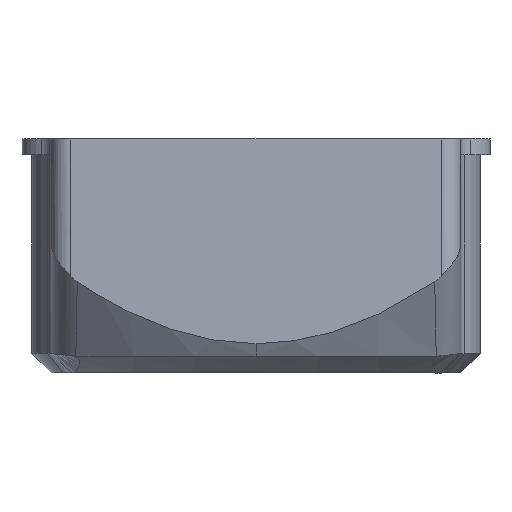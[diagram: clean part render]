
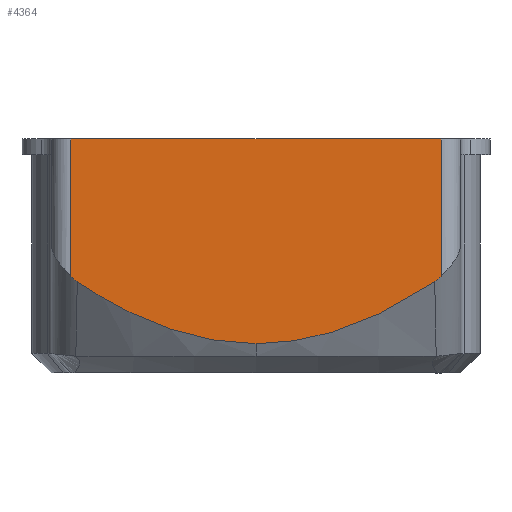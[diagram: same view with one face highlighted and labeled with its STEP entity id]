
A CAD part, front view. The second image highlights one B-rep face of the part: STEP entity #4364.
In plain terms, the highlighted planar face has unit normal (0, -1, 0).
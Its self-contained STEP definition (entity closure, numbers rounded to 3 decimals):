
#344=CARTESIAN_POINT('',(-9.5,-39.49,10.503));
#345=VERTEX_POINT('',#344);
#364=CARTESIAN_POINT('',(-9.501,-39.49,3.47));
#365=VERTEX_POINT('',#364);
#382=CARTESIAN_POINT('',(-9.5,-39.49,10.503));
#383=DIRECTION('',(0.,-0.,-1.));
#384=VECTOR('',#383,7.034);
#385=LINE('',#382,#384);
#386=EDGE_CURVE('',#345,#365,#385,.T.);
#396=CARTESIAN_POINT('',(9.501,-39.49,3.47));
#397=VERTEX_POINT('',#396);
#425=CARTESIAN_POINT('',(9.5,-39.49,10.503));
#426=VERTEX_POINT('',#425);
#434=CARTESIAN_POINT('',(9.501,-39.49,3.469));
#435=DIRECTION('',(0.,0.,1.));
#436=VECTOR('',#435,7.034);
#437=LINE('',#434,#436);
#438=EDGE_CURVE('',#397,#426,#437,.T.);
#4245=CARTESIAN_POINT('',(10.5,-39.49,-1.497));
#4246=DIRECTION('',(0.,1.,-0.));
#4247=DIRECTION('',(0.,0.,1.));
#4248=AXIS2_PLACEMENT_3D('',#4245,#4246,#4247);
#4249=PLANE('',#4248);
#4250=CARTESIAN_POINT('',(9.5,-39.49,10.503));
#4251=DIRECTION('',(-1.,-0.,0.));
#4252=VECTOR('',#4251,19.);
#4253=LINE('',#4250,#4252);
#4254=EDGE_CURVE('',#426,#345,#4253,.T.);
#4255=ORIENTED_EDGE('',*,*,#4254,.T.);
#4256=ORIENTED_EDGE('',*,*,#386,.T.);
#4257=CARTESIAN_POINT('',(-9.166,-39.49,3.18));
#4258=VERTEX_POINT('',#4257);
#4259=CARTESIAN_POINT('',(-9.501,-39.49,3.469));
#4260=CARTESIAN_POINT('',(-9.341,-39.49,3.295));
#4261=CARTESIAN_POINT('',(-9.167,-39.49,3.18));
#4262=(BOUNDED_CURVE()
B_SPLINE_CURVE(2,(#4259,#4260,#4261),.UNSPECIFIED.,.F.,.F.)
B_SPLINE_CURVE_WITH_KNOTS((3,3),(19.473,30.038),.UNSPECIFIED.)
CURVE()
GEOMETRIC_REPRESENTATION_ITEM()
RATIONAL_B_SPLINE_CURVE((1.,0.996,1.))
REPRESENTATION_ITEM(''));
#4263=EDGE_CURVE('',#365,#4258,#4262,.T.);
#4264=ORIENTED_EDGE('',*,*,#4263,.T.);
#4265=CARTESIAN_POINT('',(0.,-39.49,0.005));
#4266=VERTEX_POINT('',#4265);
#4267=CARTESIAN_POINT('',(9.165,-39.49,3.179));
#4268=CARTESIAN_POINT('',(8.48,-39.49,2.723));
#4269=CARTESIAN_POINT('',(7.779,-39.49,2.299));
#4270=CARTESIAN_POINT('',(7.057,-39.49,1.918));
#4271=CARTESIAN_POINT('',(6.336,-39.49,1.536));
#4272=CARTESIAN_POINT('',(5.594,-39.49,1.196));
#4273=CARTESIAN_POINT('',(4.826,-39.49,0.911));
#4274=CARTESIAN_POINT('',(4.442,-39.49,0.768));
#4275=CARTESIAN_POINT('',(4.05,-39.49,0.639));
#4276=CARTESIAN_POINT('',(3.653,-39.49,0.527));
#4277=CARTESIAN_POINT('',(3.255,-39.49,0.414));
#4278=CARTESIAN_POINT('',(2.856,-39.49,0.318));
#4279=CARTESIAN_POINT('',(2.454,-39.49,0.241));
#4280=CARTESIAN_POINT('',(1.651,-39.49,0.087));
#4281=CARTESIAN_POINT('',(0.838,-39.49,0.006));
#4282=CARTESIAN_POINT('',(0.016,-39.49,0.005));
#4283=CARTESIAN_POINT('',(-0.395,-39.49,0.004));
#4284=CARTESIAN_POINT('',(-0.81,-39.49,0.024));
#4285=CARTESIAN_POINT('',(-1.22,-39.49,0.063));
#4286=CARTESIAN_POINT('',(-1.63,-39.49,0.103));
#4287=CARTESIAN_POINT('',(-2.035,-39.49,0.161));
#4288=CARTESIAN_POINT('',(-2.437,-39.49,0.238));
#4289=CARTESIAN_POINT('',(-3.24,-39.49,0.391));
#4290=CARTESIAN_POINT('',(-4.027,-39.49,0.616));
#4291=CARTESIAN_POINT('',(-4.801,-39.49,0.902));
#4292=CARTESIAN_POINT('',(-5.188,-39.49,1.045));
#4293=CARTESIAN_POINT('',(-5.57,-39.49,1.202));
#4294=CARTESIAN_POINT('',(-5.945,-39.49,1.372));
#4295=CARTESIAN_POINT('',(-6.32,-39.49,1.541));
#4296=CARTESIAN_POINT('',(-6.688,-39.49,1.722));
#4297=CARTESIAN_POINT('',(-7.051,-39.49,1.914));
#4298=CARTESIAN_POINT('',(-7.414,-39.49,2.106));
#4299=CARTESIAN_POINT('',(-7.771,-39.49,2.308));
#4300=CARTESIAN_POINT('',(-8.123,-39.49,2.519));
#4301=CARTESIAN_POINT('',(-8.299,-39.49,2.625));
#4302=CARTESIAN_POINT('',(-8.474,-39.49,2.733));
#4303=CARTESIAN_POINT('',(-8.648,-39.49,2.843));
#4304=CARTESIAN_POINT('',(-8.822,-39.49,2.953));
#4305=CARTESIAN_POINT('',(-8.994,-39.49,3.065));
#4306=CARTESIAN_POINT('',(-9.166,-39.49,3.18));
#4307=B_SPLINE_CURVE_WITH_KNOTS('',3,(#4267,#4268,#4269,#4270,#4271,#4272,#4273,#4274,#4275,#4276,#4277,#4278,#4279,#4280,#4281,#4282,#4283,#4284,#4285,#4286,#4287,#4288,#4289,#4290,#4291,#4292,
#4293,#4294,#4295,#4296,#4297,#4298,#4299,#4300,#4301,#4302,#4303,#4304,#4305,#4306),.UNSPECIFIED.,.F.,.F.,(4,3,3,3,3,3,3,3,3,3,3,3,3,4),(0.,0.002,0.005,0.006,0.007,0.01,0.011,0.012,0.015,0.016,0.017,0.018,0.019,0.02),.UNSPECIFIED.);
#4308=EDGE_CURVE('',#4266,#4258,#4307,.T.);
#4309=ORIENTED_EDGE('',*,*,#4308,.F.);
#4310=CARTESIAN_POINT('',(9.165,-39.489,3.179));
#4311=VERTEX_POINT('',#4310);
#4312=CARTESIAN_POINT('',(9.165,-39.49,3.179));
#4313=CARTESIAN_POINT('',(8.48,-39.49,2.723));
#4314=CARTESIAN_POINT('',(7.779,-39.49,2.299));
#4315=CARTESIAN_POINT('',(7.057,-39.49,1.918));
#4316=CARTESIAN_POINT('',(6.336,-39.49,1.536));
#4317=CARTESIAN_POINT('',(5.594,-39.49,1.196));
#4318=CARTESIAN_POINT('',(4.826,-39.49,0.911));
#4319=CARTESIAN_POINT('',(4.442,-39.49,0.768));
#4320=CARTESIAN_POINT('',(4.05,-39.49,0.639));
#4321=CARTESIAN_POINT('',(3.653,-39.49,0.527));
#4322=CARTESIAN_POINT('',(3.255,-39.49,0.414));
#4323=CARTESIAN_POINT('',(2.856,-39.49,0.318));
#4324=CARTESIAN_POINT('',(2.454,-39.49,0.241));
#4325=CARTESIAN_POINT('',(1.651,-39.49,0.087));
#4326=CARTESIAN_POINT('',(0.838,-39.49,0.006));
#4327=CARTESIAN_POINT('',(0.016,-39.49,0.005));
#4328=CARTESIAN_POINT('',(-0.395,-39.49,0.004));
#4329=CARTESIAN_POINT('',(-0.81,-39.49,0.024));
#4330=CARTESIAN_POINT('',(-1.22,-39.49,0.063));
#4331=CARTESIAN_POINT('',(-1.63,-39.49,0.103));
#4332=CARTESIAN_POINT('',(-2.035,-39.49,0.161));
#4333=CARTESIAN_POINT('',(-2.437,-39.49,0.238));
#4334=CARTESIAN_POINT('',(-3.24,-39.49,0.391));
#4335=CARTESIAN_POINT('',(-4.027,-39.49,0.616));
#4336=CARTESIAN_POINT('',(-4.801,-39.49,0.902));
#4337=CARTESIAN_POINT('',(-5.188,-39.49,1.045));
#4338=CARTESIAN_POINT('',(-5.57,-39.49,1.202));
#4339=CARTESIAN_POINT('',(-5.945,-39.49,1.372));
#4340=CARTESIAN_POINT('',(-6.32,-39.49,1.541));
#4341=CARTESIAN_POINT('',(-6.688,-39.49,1.722));
#4342=CARTESIAN_POINT('',(-7.051,-39.49,1.914));
#4343=CARTESIAN_POINT('',(-7.414,-39.49,2.106));
#4344=CARTESIAN_POINT('',(-7.771,-39.49,2.308));
#4345=CARTESIAN_POINT('',(-8.123,-39.49,2.519));
#4346=CARTESIAN_POINT('',(-8.299,-39.49,2.625));
#4347=CARTESIAN_POINT('',(-8.474,-39.49,2.733));
#4348=CARTESIAN_POINT('',(-8.648,-39.49,2.843));
#4349=CARTESIAN_POINT('',(-8.822,-39.49,2.953));
#4350=CARTESIAN_POINT('',(-8.994,-39.49,3.065));
#4351=CARTESIAN_POINT('',(-9.166,-39.49,3.18));
#4352=B_SPLINE_CURVE_WITH_KNOTS('',3,(#4312,#4313,#4314,#4315,#4316,#4317,#4318,#4319,#4320,#4321,#4322,#4323,#4324,#4325,#4326,#4327,#4328,#4329,#4330,#4331,#4332,#4333,#4334,#4335,#4336,#4337,
#4338,#4339,#4340,#4341,#4342,#4343,#4344,#4345,#4346,#4347,#4348,#4349,#4350,#4351),.UNSPECIFIED.,.F.,.F.,(4,3,3,3,3,3,3,3,3,3,3,3,3,4),(0.,0.002,0.005,0.006,0.007,0.01,0.011,0.012,0.015,0.016,0.017,0.018,0.019,0.02),.UNSPECIFIED.);
#4353=EDGE_CURVE('',#4311,#4266,#4352,.T.);
#4354=ORIENTED_EDGE('',*,*,#4353,.F.);
#4355=CARTESIAN_POINT('',(9.165,-39.49,3.178));
#4356=CARTESIAN_POINT('',(9.34,-39.49,3.294));
#4357=CARTESIAN_POINT('',(9.501,-39.49,3.469));
#4358=(BOUNDED_CURVE()
B_SPLINE_CURVE(2,(#4355,#4356,#4357),.UNSPECIFIED.,.F.,.F.)
B_SPLINE_CURVE_WITH_KNOTS((3,3),(329.962,340.586),.UNSPECIFIED.)
CURVE()
GEOMETRIC_REPRESENTATION_ITEM()
RATIONAL_B_SPLINE_CURVE((1.,0.996,1.))
REPRESENTATION_ITEM(''));
#4359=EDGE_CURVE('',#4311,#397,#4358,.T.);
#4360=ORIENTED_EDGE('',*,*,#4359,.T.);
#4361=ORIENTED_EDGE('',*,*,#438,.T.);
#4362=EDGE_LOOP('',(#4255,#4256,#4264,#4309,#4354,#4360,#4361));
#4363=FACE_BOUND('',#4362,.T.);
#4364=ADVANCED_FACE('',(#4363),#4249,.F.);
